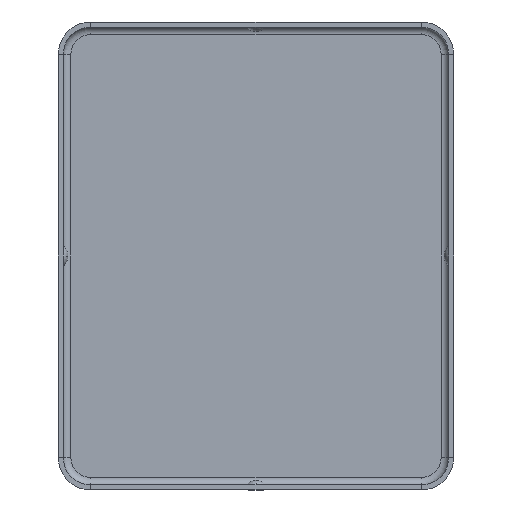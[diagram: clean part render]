
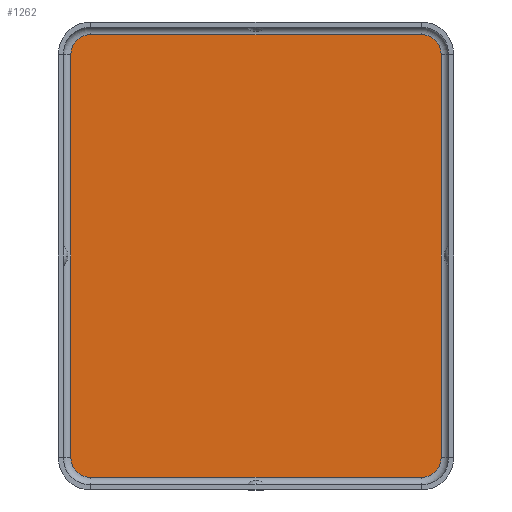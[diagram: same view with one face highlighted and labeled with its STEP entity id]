
A CAD part, front view. The second image highlights one B-rep face of the part: STEP entity #1262.
In plain terms, the highlighted planar face has unit normal (0, -1, 0).
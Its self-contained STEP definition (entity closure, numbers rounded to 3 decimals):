
#61 = VERTEX_POINT ( 'NONE', #1090 ) ;
#90 = CARTESIAN_POINT ( 'NONE',  ( -7.4, 0., 0. ) ) ;
#102 = LINE ( 'NONE', #359, #990 ) ;
#103 = CARTESIAN_POINT ( 'NONE',  ( 7.4, 0., 8.05 ) ) ;
#107 = CARTESIAN_POINT ( 'NONE',  ( 7.4, 0., -8.05 ) ) ;
#114 = DIRECTION ( 'NONE',  ( 0., 0., -1. ) ) ;
#117 = LINE ( 'NONE', #235, #143 ) ;
#142 = EDGE_CURVE ( 'NONE', #61, #339, #117, .T. ) ;
#143 = VECTOR ( 'NONE', #1621, 1000. ) ;
#147 = ORIENTED_EDGE ( 'NONE', *, *, #157, .F. ) ;
#148 = LINE ( 'NONE', #1040, #1206 ) ;
#157 = EDGE_CURVE ( 'NONE', #1413, #584, #102, .T. ) ;
#159 = ORIENTED_EDGE ( 'NONE', *, *, #182, .T. ) ;
#182 = EDGE_CURVE ( 'NONE', #1413, #914, #1540, .T. ) ;
#207 = CIRCLE ( 'NONE', #315, 0.8 ) ;
#213 = DIRECTION ( 'NONE',  ( 0., -1., 0. ) ) ;
#219 = FACE_OUTER_BOUND ( 'NONE', #1196, .T. ) ;
#235 = CARTESIAN_POINT ( 'NONE',  ( 6.6, 0., -8.85 ) ) ;
#236 = VECTOR ( 'NONE', #114, 1000. ) ;
#301 = VERTEX_POINT ( 'NONE', #1533 ) ;
#315 = AXIS2_PLACEMENT_3D ( 'NONE', #712, #952, #586 ) ;
#339 = VERTEX_POINT ( 'NONE', #1411 ) ;
#352 = DIRECTION ( 'NONE',  ( 0., 0., 1. ) ) ;
#359 = CARTESIAN_POINT ( 'NONE',  ( 7.4, 0., 0. ) ) ;
#434 = EDGE_CURVE ( 'NONE', #301, #774, #207, .T. ) ;
#499 = DIRECTION ( 'NONE',  ( 0., 0., 1. ) ) ;
#520 = EDGE_CURVE ( 'NONE', #631, #339, #991, .T. ) ;
#526 = ORIENTED_EDGE ( 'NONE', *, *, #520, .T. ) ;
#529 = ORIENTED_EDGE ( 'NONE', *, *, #1000, .F. ) ;
#571 = CARTESIAN_POINT ( 'NONE',  ( 6.6, 0., -8.05 ) ) ;
#584 = VERTEX_POINT ( 'NONE', #107 ) ;
#586 = DIRECTION ( 'NONE',  ( 0., 0., -1. ) ) ;
#594 = CARTESIAN_POINT ( 'NONE',  ( -7.4, 0., -8.05 ) ) ;
#608 = DIRECTION ( 'NONE',  ( 0., 0., -1. ) ) ;
#631 = VERTEX_POINT ( 'NONE', #594 ) ;
#648 = AXIS2_PLACEMENT_3D ( 'NONE', #989, #1388, #499 ) ;
#691 = CARTESIAN_POINT ( 'NONE',  ( 6.6, 0., 8.85 ) ) ;
#712 = CARTESIAN_POINT ( 'NONE',  ( -6.6, 0., 8.05 ) ) ;
#774 = VERTEX_POINT ( 'NONE', #1279 ) ;
#822 = ORIENTED_EDGE ( 'NONE', *, *, #1522, .T. ) ;
#832 = DIRECTION ( 'NONE',  ( 0., 0., -1. ) ) ;
#847 = PLANE ( 'NONE',  #949 ) ;
#852 = DIRECTION ( 'NONE',  ( 0., -1., 0. ) ) ;
#865 = CIRCLE ( 'NONE', #648, 0.8 ) ;
#914 = VERTEX_POINT ( 'NONE', #691 ) ;
#949 = AXIS2_PLACEMENT_3D ( 'NONE', #571, #213, #832 ) ;
#952 = DIRECTION ( 'NONE',  ( 0., 1., 0. ) ) ;
#971 = ORIENTED_EDGE ( 'NONE', *, *, #142, .F. ) ;
#974 = DIRECTION ( 'NONE',  ( 0., 0., -1. ) ) ;
#988 = ORIENTED_EDGE ( 'NONE', *, *, #434, .F. ) ;
#989 = CARTESIAN_POINT ( 'NONE',  ( 6.6, 0., -8.05 ) ) ;
#990 = VECTOR ( 'NONE', #974, 1000. ) ;
#991 = CIRCLE ( 'NONE', #1568, 0.8 ) ;
#1000 = EDGE_CURVE ( 'NONE', #584, #61, #865, .T. ) ;
#1040 = CARTESIAN_POINT ( 'NONE',  ( 6.6, 0., 8.85 ) ) ;
#1080 = EDGE_CURVE ( 'NONE', #301, #631, #1217, .T. ) ;
#1090 = CARTESIAN_POINT ( 'NONE',  ( 6.6, 0., -8.85 ) ) ;
#1151 = DIRECTION ( 'NONE',  ( -1., 0., 0. ) ) ;
#1196 = EDGE_LOOP ( 'NONE', ( #971, #529, #147, #159, #822, #988, #1525, #526 ) ) ;
#1206 = VECTOR ( 'NONE', #1151, 1000. ) ;
#1217 = LINE ( 'NONE', #90, #236 ) ;
#1227 = DIRECTION ( 'NONE',  ( 0., -1., 0. ) ) ;
#1247 = CARTESIAN_POINT ( 'NONE',  ( 6.6, 0., 8.05 ) ) ;
#1262 = ADVANCED_FACE ( 'NONE', ( #219 ), #847, .T. ) ;
#1279 = CARTESIAN_POINT ( 'NONE',  ( -6.6, 0., 8.85 ) ) ;
#1366 = CARTESIAN_POINT ( 'NONE',  ( -6.6, 0., -8.05 ) ) ;
#1388 = DIRECTION ( 'NONE',  ( 0., 1., 0. ) ) ;
#1411 = CARTESIAN_POINT ( 'NONE',  ( -6.6, 0., -8.85 ) ) ;
#1413 = VERTEX_POINT ( 'NONE', #103 ) ;
#1485 = AXIS2_PLACEMENT_3D ( 'NONE', #1247, #852, #608 ) ;
#1522 = EDGE_CURVE ( 'NONE', #914, #774, #148, .T. ) ;
#1525 = ORIENTED_EDGE ( 'NONE', *, *, #1080, .T. ) ;
#1533 = CARTESIAN_POINT ( 'NONE',  ( -7.4, 0., 8.05 ) ) ;
#1540 = CIRCLE ( 'NONE', #1485, 0.8 ) ;
#1568 = AXIS2_PLACEMENT_3D ( 'NONE', #1366, #1227, #352 ) ;
#1621 = DIRECTION ( 'NONE',  ( -1., 0., 0. ) ) ;
